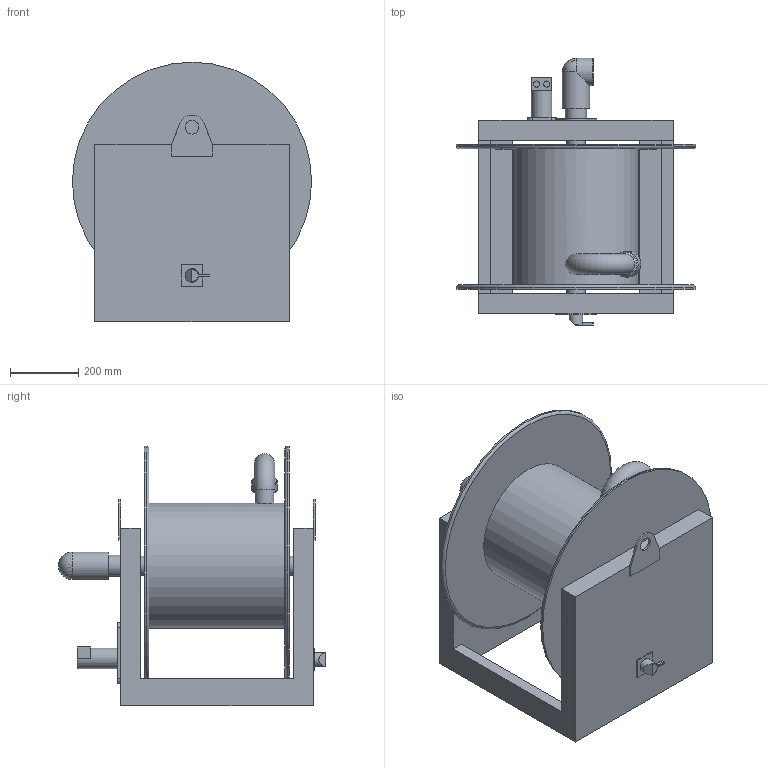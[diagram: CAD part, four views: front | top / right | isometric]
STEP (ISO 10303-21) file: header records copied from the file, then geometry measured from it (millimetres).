
FILE_DESCRIPTION(/* description */ ('Unknown'),/* implementation_level */ '2;1');
FILE_NAME(/* name */ 'Serie 700 [7741801.100]',/* time_stamp */ '2018-07-19T09:40:25+02:00',/* author */ ('Unknown'),/* organization */ ('Unknown'),/* preprocessor_version */ 'ST-DEVELOPER v16.7',/* originating_system */ 'DEX',/* authorisation */ $);
FILE_SCHEMA (('AUTOMOTIVE_DESIGN {1 0 10303 214 3 1 1}'));
Length unit declared in the file: millimetre
Products named in the file (1): Serie 700 [7741801.100]
Bounding box: 700 x 782 x 760 mm (x, y, z)
Volume: 89143457 mm3; surface area: 3815044.8 mm2
Topology: 1 solids, 1 shells, 119 faces, 295 edges, 187 vertices
Faces by surface type: plane 70, cylinder 34, torus 8, sphere 5, bspline 2
Full cylindrical faces by diameter (mm): 18 x2, 40 x3, 55 x4, 56 x1, 60 x1, 62 x1, 75 x1, 80 x2, 366 x1, 700 x2
Entity records: 3972 total; most frequent: CARTESIAN_POINT 1282, DIRECTION 551, ORIENTED_EDGE 500, EDGE_CURVE 250, AXIS2_PLACEMENT_3D 193, VERTEX_POINT 174, EDGE_LOOP 168, FACE_BOUND 168
